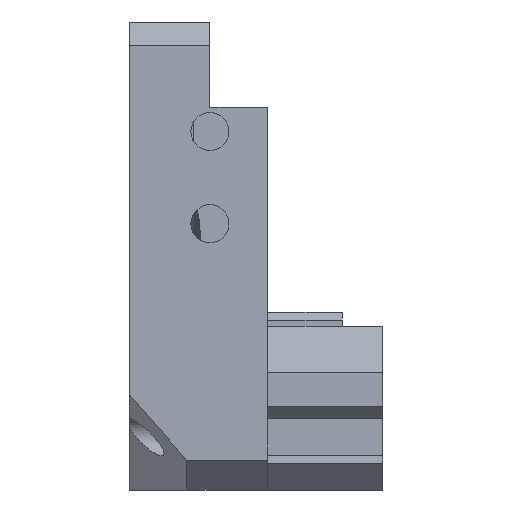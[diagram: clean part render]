
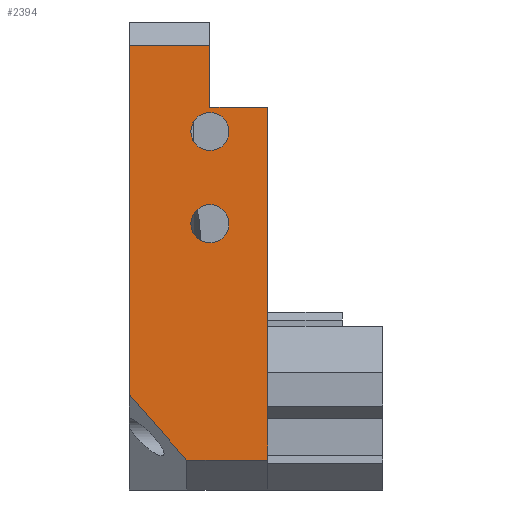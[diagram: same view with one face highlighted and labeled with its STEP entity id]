
A CAD part, left-side view. The second image highlights one B-rep face of the part: STEP entity #2394.
In plain terms, the highlighted planar face has unit normal (-1, 0, 0).
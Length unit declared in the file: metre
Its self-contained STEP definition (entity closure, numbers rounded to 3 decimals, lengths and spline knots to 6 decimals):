
#95=LINE('',#3426,#343);
#96=LINE('',#3429,#344);
#97=LINE('',#3431,#345);
#98=LINE('',#3433,#346);
#99=LINE('',#3435,#347);
#100=LINE('',#3437,#348);
#101=LINE('',#3439,#349);
#343=VECTOR('',#2775,1.);
#344=VECTOR('',#2776,1.);
#345=VECTOR('',#2777,1.);
#346=VECTOR('',#2778,1.);
#347=VECTOR('',#2779,1.);
#348=VECTOR('',#2780,1.);
#349=VECTOR('',#2781,1.);
#568=PLANE('',#2539);
#687=ORIENTED_EDGE('',*,*,#1399,.F.);
#688=ORIENTED_EDGE('',*,*,#1400,.F.);
#689=ORIENTED_EDGE('',*,*,#1401,.F.);
#690=ORIENTED_EDGE('',*,*,#1402,.T.);
#691=ORIENTED_EDGE('',*,*,#1403,.F.);
#692=ORIENTED_EDGE('',*,*,#1404,.T.);
#693=ORIENTED_EDGE('',*,*,#1405,.T.);
#694=ORIENTED_EDGE('',*,*,#1406,.T.);
#695=ORIENTED_EDGE('',*,*,#1407,.F.);
#1399=EDGE_CURVE('',#1755,#1755,#1972,.T.);
#1400=EDGE_CURVE('',#1756,#1756,#1973,.T.);
#1401=EDGE_CURVE('',#1757,#1758,#95,.T.);
#1402=EDGE_CURVE('',#1757,#1759,#96,.T.);
#1403=EDGE_CURVE('',#1760,#1759,#97,.T.);
#1404=EDGE_CURVE('',#1760,#1761,#98,.T.);
#1405=EDGE_CURVE('',#1761,#1762,#99,.T.);
#1406=EDGE_CURVE('',#1762,#1763,#100,.T.);
#1407=EDGE_CURVE('',#1758,#1763,#101,.T.);
#1755=VERTEX_POINT('',#3423);
#1756=VERTEX_POINT('',#3425);
#1757=VERTEX_POINT('',#3427);
#1758=VERTEX_POINT('',#3428);
#1759=VERTEX_POINT('',#3430);
#1760=VERTEX_POINT('',#3432);
#1761=VERTEX_POINT('',#3434);
#1762=VERTEX_POINT('',#3436);
#1763=VERTEX_POINT('',#3438);
#1972=CIRCLE('',#2540,0.00165);
#1973=CIRCLE('',#2541,0.00165);
#2038=EDGE_LOOP('',(#687));
#2039=EDGE_LOOP('',(#688));
#2040=EDGE_LOOP('',(#689,#690,#691,#692,#693,#694,#695));
#2204=FACE_BOUND('',#2038,.T.);
#2205=FACE_BOUND('',#2039,.T.);
#2206=FACE_BOUND('',#2040,.T.);
#2394=ADVANCED_FACE('',(#2204,#2205,#2206),#568,.F.);
#2539=AXIS2_PLACEMENT_3D('',#3421,#2769,#2770);
#2540=AXIS2_PLACEMENT_3D('',#3422,#2771,#2772);
#2541=AXIS2_PLACEMENT_3D('',#3424,#2773,#2774);
#2769=DIRECTION('',(1.,0.,0.));
#2770=DIRECTION('',(0.,0.,1.));
#2771=DIRECTION('',(-1.,0.,0.));
#2772=DIRECTION('',(0.,0.,-1.));
#2773=DIRECTION('',(-1.,0.,0.));
#2774=DIRECTION('',(0.,0.,-1.));
#2775=DIRECTION('',(0.,0.,-1.));
#2776=DIRECTION('',(0.,1.,0.));
#2777=DIRECTION('',(0.,0.,1.));
#2778=DIRECTION('',(0.,-0.663,-0.749));
#2779=DIRECTION('',(0.,-1.,0.));
#2780=DIRECTION('',(0.,0.,1.));
#2781=DIRECTION('',(0.,-1.,0.));
#3421=CARTESIAN_POINT('',(-0.02,-0.022,-0.0525));
#3422=CARTESIAN_POINT('',(-0.02,-0.029,-0.051));
#3423=CARTESIAN_POINT('',(-0.02,-0.029,-0.05265));
#3424=CARTESIAN_POINT('',(-0.02,-0.029,-0.043));
#3425=CARTESIAN_POINT('',(-0.02,-0.029,-0.04465));
#3426=CARTESIAN_POINT('',(-0.02,-0.029,-0.0372));
#3427=CARTESIAN_POINT('',(-0.02,-0.029,-0.0355));
#3428=CARTESIAN_POINT('',(-0.02,-0.029,-0.0409));
#3429=CARTESIAN_POINT('',(-0.02,-0.022,-0.0355));
#3430=CARTESIAN_POINT('',(-0.02,-0.022,-0.0355));
#3431=CARTESIAN_POINT('',(-0.02,-0.022,-0.0525));
#3432=CARTESIAN_POINT('',(-0.02,-0.022,-0.065852));
#3433=CARTESIAN_POINT('',(-0.02,-0.024793,-0.069007));
#3434=CARTESIAN_POINT('',(-0.02,-0.027,-0.0715));
#3435=CARTESIAN_POINT('',(-0.02,-0.022,-0.0715));
#3436=CARTESIAN_POINT('',(-0.02,-0.034,-0.0715));
#3437=CARTESIAN_POINT('',(-0.02,-0.034,-0.0525));
#3438=CARTESIAN_POINT('',(-0.02,-0.034,-0.0409));
#3439=CARTESIAN_POINT('',(-0.02,-0.029,-0.0409));
